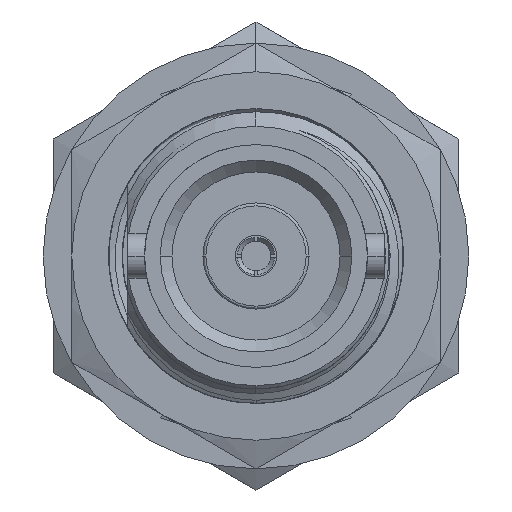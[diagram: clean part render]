
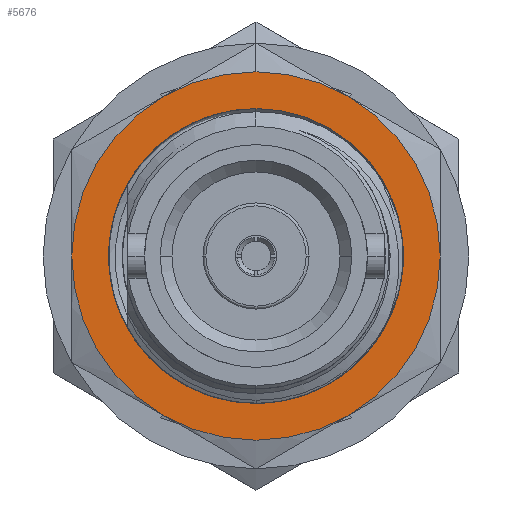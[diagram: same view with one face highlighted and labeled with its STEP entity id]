
A CAD part, front view. The second image highlights one B-rep face of the part: STEP entity #5676.
In plain terms, the highlighted face is planar.
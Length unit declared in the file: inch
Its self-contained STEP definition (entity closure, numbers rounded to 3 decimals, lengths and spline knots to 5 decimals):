
#12 = VERTEX_POINT ( 'NONE', #5737 ) ;
#318 = EDGE_CURVE ( 'NONE', #27269, #6211, #18537, .T. ) ;
#893 = ORIENTED_EDGE ( 'NONE', *, *, #35828, .T. ) ;
#1082 = CIRCLE ( 'NONE', #6007, 0.3125 ) ;
#1090 = CARTESIAN_POINT ( 'NONE',  ( 0.472, 0., 0. ) ) ;
#1498 = DIRECTION ( 'NONE',  ( -1., 0., 0. ) ) ;
#1583 = DIRECTION ( 'NONE',  ( -1., 0., 0. ) ) ;
#1839 = AXIS2_PLACEMENT_3D ( 'NONE', #1090, #13835, #10924 ) ;
#2888 = EDGE_LOOP ( 'NONE', ( #893, #21609, #17603, #27813, #13497, #11578, #27007 ) ) ;
#3743 = AXIS2_PLACEMENT_3D ( 'NONE', #4121, #24829, #36671 ) ;
#3793 = VERTEX_POINT ( 'NONE', #8431 ) ;
#4020 = FACE_BOUND ( 'NONE', #24645, .T. ) ;
#4121 = CARTESIAN_POINT ( 'NONE',  ( 0.472, 0., 0. ) ) ;
#5117 = AXIS2_PLACEMENT_3D ( 'NONE', #13459, #10746, #5135 ) ;
#5135 = DIRECTION ( 'NONE',  ( 0., 0., 1. ) ) ;
#5199 = DIRECTION ( 'NONE',  ( 0., 0., 1. ) ) ;
#5571 = VERTEX_POINT ( 'NONE', #18841 ) ;
#5676 = ADVANCED_FACE ( 'NONE', ( #4020, #28207 ), #10021, .T. ) ;
#5737 = CARTESIAN_POINT ( 'NONE',  ( 0.472, -0.15625, -0.27063 ) ) ;
#6007 = AXIS2_PLACEMENT_3D ( 'NONE', #36445, #36253, #7558 ) ;
#6100 = CARTESIAN_POINT ( 'NONE',  ( 0.472, 0., 0.3125 ) ) ;
#6115 = DIRECTION ( 'NONE',  ( -1., 0., 0. ) ) ;
#6211 = VERTEX_POINT ( 'NONE', #36866 ) ;
#6276 = DIRECTION ( 'NONE',  ( -1., 0., 0. ) ) ;
#6308 = DIRECTION ( 'NONE',  ( 0., 0., 1. ) ) ;
#7558 = DIRECTION ( 'NONE',  ( 0., 0., 1. ) ) ;
#7733 = VERTEX_POINT ( 'NONE', #12159 ) ;
#8431 = CARTESIAN_POINT ( 'NONE',  ( 0.472, 0.3125, 0. ) ) ;
#8493 = CARTESIAN_POINT ( 'NONE',  ( 0.472, 0., 0. ) ) ;
#10021 = PLANE ( 'NONE',  #32940 ) ;
#10746 = DIRECTION ( 'NONE',  ( -1., 0., 0. ) ) ;
#10924 = DIRECTION ( 'NONE',  ( 0., 0., 1. ) ) ;
#11578 = ORIENTED_EDGE ( 'NONE', *, *, #31002, .T. ) ;
#11890 = CARTESIAN_POINT ( 'NONE',  ( 0.472, 0., -0.25015 ) ) ;
#11924 = EDGE_CURVE ( 'NONE', #5571, #3793, #1082, .T. ) ;
#12159 = CARTESIAN_POINT ( 'NONE',  ( 0.472, 0.15625, -0.27063 ) ) ;
#12459 = DIRECTION ( 'NONE',  ( 0., 0., 1. ) ) ;
#12670 = CARTESIAN_POINT ( 'NONE',  ( 0.472, 0., 0.25015 ) ) ;
#12800 = CIRCLE ( 'NONE', #34470, 0.3125 ) ;
#13284 = DIRECTION ( 'NONE',  ( 0., 0., 1. ) ) ;
#13459 = CARTESIAN_POINT ( 'NONE',  ( 0.472, 0., 0. ) ) ;
#13497 = ORIENTED_EDGE ( 'NONE', *, *, #24403, .T. ) ;
#13822 = CIRCLE ( 'NONE', #33637, 0.3125 ) ;
#13835 = DIRECTION ( 'NONE',  ( -1., 0., 0. ) ) ;
#14908 = CARTESIAN_POINT ( 'NONE',  ( 0.472, -0.3125, 0. ) ) ;
#16138 = VERTEX_POINT ( 'NONE', #12670 ) ;
#16641 = CIRCLE ( 'NONE', #38318, 0.3125 ) ;
#17603 = ORIENTED_EDGE ( 'NONE', *, *, #11924, .T. ) ;
#18537 = CIRCLE ( 'NONE', #1839, 0.3125 ) ;
#18799 = EDGE_CURVE ( 'NONE', #19765, #16138, #36513, .T. ) ;
#18841 = CARTESIAN_POINT ( 'NONE',  ( 0.472, 0.15625, 0.27063 ) ) ;
#19334 = AXIS2_PLACEMENT_3D ( 'NONE', #26797, #6276, #12459 ) ;
#19765 = VERTEX_POINT ( 'NONE', #11890 ) ;
#19914 = DIRECTION ( 'NONE',  ( -1., 0., 0. ) ) ;
#19954 = DIRECTION ( 'NONE',  ( 0., 0., 1. ) ) ;
#20093 = EDGE_CURVE ( 'NONE', #16138, #19765, #23686, .T. ) ;
#21609 = ORIENTED_EDGE ( 'NONE', *, *, #23094, .T. ) ;
#21643 = ORIENTED_EDGE ( 'NONE', *, *, #18799, .F. ) ;
#21827 = CIRCLE ( 'NONE', #5117, 0.3125 ) ;
#21838 = CARTESIAN_POINT ( 'NONE',  ( 0.472, 0., 0. ) ) ;
#22891 = CARTESIAN_POINT ( 'NONE',  ( 0.472, 0., 0. ) ) ;
#23094 = EDGE_CURVE ( 'NONE', #36463, #5571, #21827, .T. ) ;
#23686 = CIRCLE ( 'NONE', #19334, 0.25015 ) ;
#24403 = EDGE_CURVE ( 'NONE', #7733, #12, #13822, .T. ) ;
#24645 = EDGE_LOOP ( 'NONE', ( #21643, #37328 ) ) ;
#24829 = DIRECTION ( 'NONE',  ( -1., 0., 0. ) ) ;
#26797 = CARTESIAN_POINT ( 'NONE',  ( 0.472, 0., 0. ) ) ;
#27007 = ORIENTED_EDGE ( 'NONE', *, *, #318, .T. ) ;
#27269 = VERTEX_POINT ( 'NONE', #14908 ) ;
#27813 = ORIENTED_EDGE ( 'NONE', *, *, #32083, .T. ) ;
#28207 = FACE_OUTER_BOUND ( 'NONE', #2888, .T. ) ;
#28684 = CARTESIAN_POINT ( 'NONE',  ( 0.472, 0., 0. ) ) ;
#31002 = EDGE_CURVE ( 'NONE', #12, #27269, #12800, .T. ) ;
#31619 = DIRECTION ( 'NONE',  ( -1., 0., 0. ) ) ;
#32083 = EDGE_CURVE ( 'NONE', #3793, #7733, #35143, .T. ) ;
#32665 = CARTESIAN_POINT ( 'NONE',  ( 0.472, 0., 0. ) ) ;
#32940 = AXIS2_PLACEMENT_3D ( 'NONE', #21838, #1498, #13284 ) ;
#33637 = AXIS2_PLACEMENT_3D ( 'NONE', #22891, #31619, #38011 ) ;
#33918 = AXIS2_PLACEMENT_3D ( 'NONE', #8493, #19914, #5199 ) ;
#34470 = AXIS2_PLACEMENT_3D ( 'NONE', #32665, #6115, #6308 ) ;
#35143 = CIRCLE ( 'NONE', #33918, 0.3125 ) ;
#35828 = EDGE_CURVE ( 'NONE', #6211, #36463, #16641, .T. ) ;
#36253 = DIRECTION ( 'NONE',  ( -1., 0., 0. ) ) ;
#36445 = CARTESIAN_POINT ( 'NONE',  ( 0.472, 0., 0. ) ) ;
#36463 = VERTEX_POINT ( 'NONE', #6100 ) ;
#36513 = CIRCLE ( 'NONE', #3743, 0.25015 ) ;
#36671 = DIRECTION ( 'NONE',  ( 0., 0., 1. ) ) ;
#36866 = CARTESIAN_POINT ( 'NONE',  ( 0.472, -0.15625, 0.27063 ) ) ;
#37328 = ORIENTED_EDGE ( 'NONE', *, *, #20093, .F. ) ;
#38011 = DIRECTION ( 'NONE',  ( 0., 0., 1. ) ) ;
#38318 = AXIS2_PLACEMENT_3D ( 'NONE', #28684, #1583, #19954 ) ;
